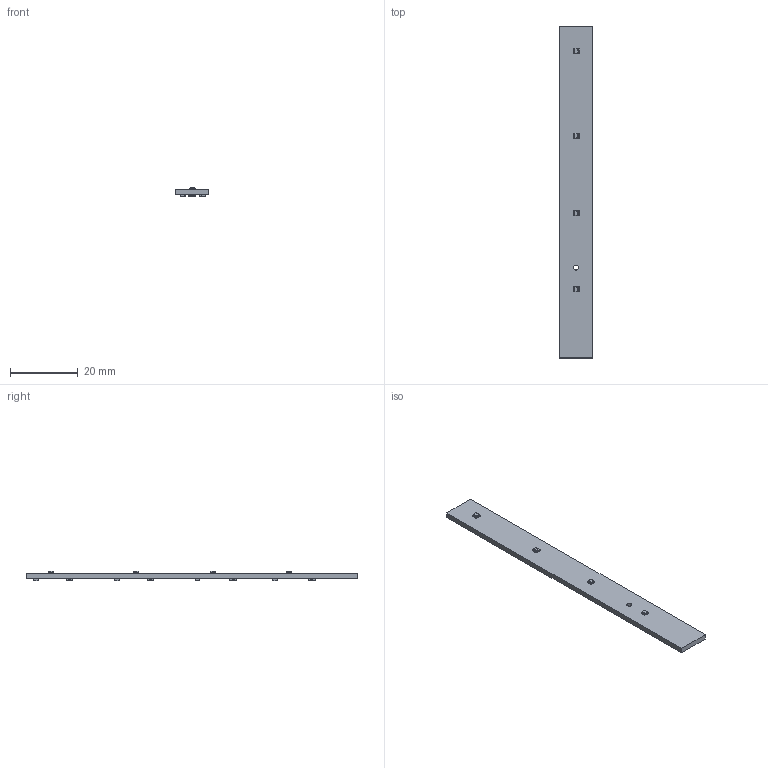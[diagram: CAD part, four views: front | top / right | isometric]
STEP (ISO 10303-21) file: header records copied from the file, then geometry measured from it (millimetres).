
FILE_DESCRIPTION(('Designed by EasyEDA Pro'),'2;1');
FILE_NAME('Open CASCADE Shape Model','2024-08-11T15:49:15',('Author'),( 'Open CASCADE'),'Open CASCADE STEP processor 7.8','Open CASCADE 7.8' ,'Unknown');
FILE_SCHEMA(('AUTOMOTIVE_DESIGN { 1 0 10303 214 1 1 1 1 }'));
Length unit declared in the file: millimetre
Products named in the file (24): PCBModel; TopTrack; BottomTrack; Board; UhrZ-R1; R0805; COMPOUND; UhrZ-R7; UhrZ-R4; UhrZ-R3; UhrZ-R6; UhrZ-R12; UhrZ-R9; UhrZ-R2; UhrZ-R5; UhrZ-R11; UhrZ-R8; UhrZ-R10; UhrZ-LED4; LED-ARRAY-SMD_4P-L1.6-W1.5-BR_XL-1615RGBC-RF; UhrZ-LED3; UhrZ-LED2; UhrZ-LED1
Assembly tree (37 placements, depth 4):
  PCBModel
    TopTrack
    BottomTrack
    Board
    UhrZ-R1
      R0805
        COMPOUND
    UhrZ-R7
      R0805
        COMPOUND
    UhrZ-R4
      R0805
        COMPOUND
    UhrZ-R3
      R0805
        COMPOUND
    UhrZ-R6
      R0805
        COMPOUND
    UhrZ-R12
      R0805
        COMPOUND
    UhrZ-R9
      R0805
        COMPOUND
    UhrZ-R2
      R0805
        COMPOUND
    UhrZ-R5
      R0805
        COMPOUND
    UhrZ-R11
      R0805
        COMPOUND
    UhrZ-R8
      R0805
        COMPOUND
    UhrZ-R10
      R0805
        COMPOUND
    UhrZ-LED4
      LED-ARRAY-SMD_4P-L1.6-W1.5-BR_XL-1615RGBC-RF
        COMPOUND
    UhrZ-LED3
      LED-ARRAY-SMD_4P-L1.6-W1.5-BR_XL-1615RGBC-RF
        COMPOUND
    UhrZ-LED2
      LED-ARRAY-SMD_4P-L1.6-W1.5-BR_XL-1615RGBC-RF
        COMPOUND
    UhrZ-LED1
      LED-ARRAY-SMD_4P-L1.6-W1.5-BR_XL-1615RGBC-RF
        COMPOUND
Bounding box: 9.97 x 97.85 x 2.8 mm (x, y, z)
Volume: 1594.1 mm3; surface area: 2599 mm2
Topology: 45 solids, 45 shells, 4580 faces, 12402 edges, 8204 vertices
Faces by surface type: plane 2866, bspline 1584, cylinder 130
Entity records: 26169 total; most frequent: CARTESIAN_POINT 6101, ORIENTED_EDGE 3296, DIRECTION 2198, EDGE_CURVE 1648, LINE 1172, VECTOR 1172, VERTEX_POINT 1088, FACE_BOUND 652
